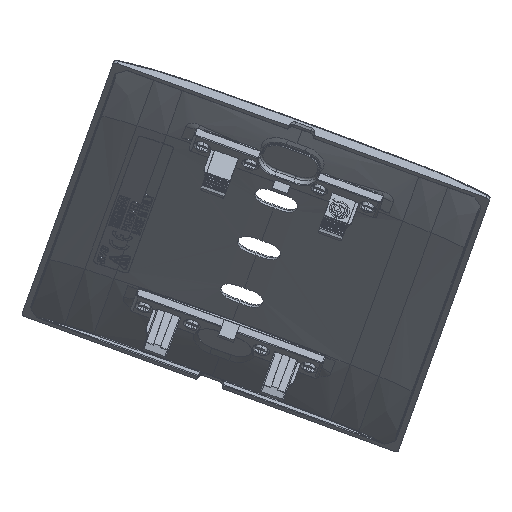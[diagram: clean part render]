
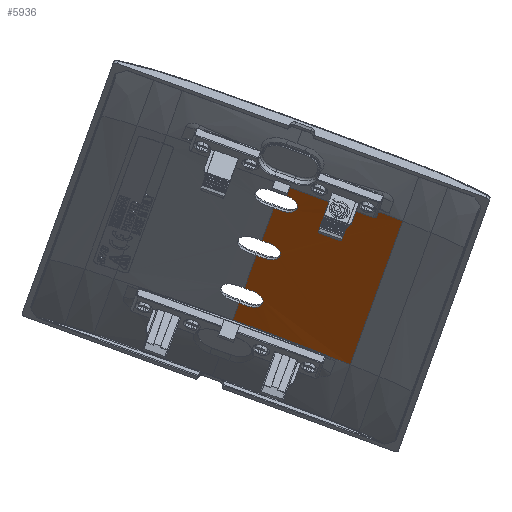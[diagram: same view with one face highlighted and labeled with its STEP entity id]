
A CAD part, left-side view. The second image highlights one B-rep face of the part: STEP entity #5936.
In plain terms, the highlighted cylindrical face has radius 799.509 mm (diameter 1599.02 mm), a partial arc.
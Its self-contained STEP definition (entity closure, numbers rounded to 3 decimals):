
#1031=CARTESIAN_POINT('Vertex',(-19.,0.,2.9)) ;
#1057=CARTESIAN_POINT('Vertex',(-26.,0.,2.9)) ;
#1060=CARTESIAN_POINT('Line Origine',(17.,0.,2.9)) ;
#1064=CARTESIAN_POINT('Vertex',(-34.,0.,2.9)) ;
#1131=CARTESIAN_POINT('Vertex',(34.,0.,2.9)) ;
#1134=CARTESIAN_POINT('Line Origine',(17.,0.,2.9)) ;
#1138=CARTESIAN_POINT('Vertex',(26.,0.,2.9)) ;
#1171=CARTESIAN_POINT('Vertex',(19.,0.,2.9)) ;
#1174=CARTESIAN_POINT('Line Origine',(17.,0.,2.9)) ;
#1178=CARTESIAN_POINT('Vertex',(3.5,0.,2.9)) ;
#1211=CARTESIAN_POINT('Vertex',(-3.5,0.,2.9)) ;
#1214=CARTESIAN_POINT('Line Origine',(17.,0.,2.9)) ;
#5801=CARTESIAN_POINT('Axis2P3D Location',(17.,0.,-796.609)) ;
#5806=CARTESIAN_POINT('Axis2P3D Location',(19.,0.,-796.609)) ;
#5810=CARTESIAN_POINT('Vertex',(19.,-2.,2.897)) ;
#5814=CARTESIAN_POINT('Control Point',(19.,-2.,2.897)) ;
#5815=CARTESIAN_POINT('Control Point',(19.,-2.369,2.897)) ;
#5816=CARTESIAN_POINT('Control Point',(19.049,-2.738,2.895)) ;
#5817=CARTESIAN_POINT('Control Point',(19.146,-3.099,2.894)) ;
#5818=CARTESIAN_POINT('Control Point',(19.577,-4.129,2.89)) ;
#5819=CARTESIAN_POINT('Control Point',(20.386,-4.939,2.885)) ;
#5820=CARTESIAN_POINT('Control Point',(21.06,-5.322,2.882)) ;
#5821=CARTESIAN_POINT('Control Point',(22.171,-5.601,2.88)) ;
#5822=CARTESIAN_POINT('Control Point',(23.277,-5.443,2.881)) ;
#5823=CARTESIAN_POINT('Control Point',(23.637,-5.341,2.882)) ;
#5824=CARTESIAN_POINT('Control Point',(24.648,-4.905,2.885)) ;
#5825=CARTESIAN_POINT('Control Point',(25.44,-4.103,2.89)) ;
#5826=CARTESIAN_POINT('Control Point',(25.814,-3.445,2.893)) ;
#5827=CARTESIAN_POINT('Control Point',(26.,-2.722,2.896)) ;
#5828=CARTESIAN_POINT('Control Point',(26.,-2.,2.897)) ;
#5829=CARTESIAN_POINT('Vertex',(26.,-2.,2.897)) ;
#5832=CARTESIAN_POINT('Axis2P3D Location',(26.,0.,-796.609)) ;
#5837=CARTESIAN_POINT('Axis2P3D Location',(34.,0.,-796.609)) ;
#5841=CARTESIAN_POINT('Vertex',(34.,-30.742,2.309)) ;
#5844=CARTESIAN_POINT('Line Origine',(17.,-30.742,2.309)) ;
#5848=CARTESIAN_POINT('Vertex',(-34.,-30.742,2.309)) ;
#5851=CARTESIAN_POINT('Axis2P3D Location',(-34.,0.,-796.609)) ;
#5856=CARTESIAN_POINT('Axis2P3D Location',(-26.,0.,-796.609)) ;
#5860=CARTESIAN_POINT('Vertex',(-26.,-2.,2.897)) ;
#5864=CARTESIAN_POINT('Control Point',(-26.,-2.,2.897)) ;
#5865=CARTESIAN_POINT('Control Point',(-26.,-2.369,2.897)) ;
#5866=CARTESIAN_POINT('Control Point',(-25.951,-2.738,2.895)) ;
#5867=CARTESIAN_POINT('Control Point',(-25.854,-3.099,2.894)) ;
#5868=CARTESIAN_POINT('Control Point',(-25.423,-4.129,2.89)) ;
#5869=CARTESIAN_POINT('Control Point',(-24.614,-4.939,2.885)) ;
#5870=CARTESIAN_POINT('Control Point',(-23.94,-5.322,2.882)) ;
#5871=CARTESIAN_POINT('Control Point',(-22.829,-5.601,2.88)) ;
#5872=CARTESIAN_POINT('Control Point',(-21.723,-5.443,2.881)) ;
#5873=CARTESIAN_POINT('Control Point',(-21.363,-5.341,2.882)) ;
#5874=CARTESIAN_POINT('Control Point',(-20.352,-4.905,2.885)) ;
#5875=CARTESIAN_POINT('Control Point',(-19.56,-4.103,2.89)) ;
#5876=CARTESIAN_POINT('Control Point',(-19.186,-3.445,2.893)) ;
#5877=CARTESIAN_POINT('Control Point',(-19.,-2.722,2.896)) ;
#5878=CARTESIAN_POINT('Control Point',(-19.,-2.,2.897)) ;
#5879=CARTESIAN_POINT('Vertex',(-19.,-2.,2.897)) ;
#5882=CARTESIAN_POINT('Axis2P3D Location',(-19.,0.,-796.609)) ;
#5887=CARTESIAN_POINT('Axis2P3D Location',(-3.5,0.,-796.609)) ;
#5891=CARTESIAN_POINT('Vertex',(-3.5,-2.,2.897)) ;
#5895=CARTESIAN_POINT('Control Point',(-3.5,-2.,2.897)) ;
#5896=CARTESIAN_POINT('Control Point',(-3.5,-2.369,2.897)) ;
#5897=CARTESIAN_POINT('Control Point',(-3.451,-2.738,2.895)) ;
#5898=CARTESIAN_POINT('Control Point',(-3.354,-3.099,2.894)) ;
#5899=CARTESIAN_POINT('Control Point',(-2.923,-4.129,2.89)) ;
#5900=CARTESIAN_POINT('Control Point',(-2.114,-4.939,2.885)) ;
#5901=CARTESIAN_POINT('Control Point',(-1.44,-5.322,2.882)) ;
#5902=CARTESIAN_POINT('Control Point',(-0.329,-5.601,2.88)) ;
#5903=CARTESIAN_POINT('Control Point',(0.777,-5.443,2.881)) ;
#5904=CARTESIAN_POINT('Control Point',(1.137,-5.341,2.882)) ;
#5905=CARTESIAN_POINT('Control Point',(2.148,-4.905,2.885)) ;
#5906=CARTESIAN_POINT('Control Point',(2.94,-4.103,2.89)) ;
#5907=CARTESIAN_POINT('Control Point',(3.314,-3.445,2.893)) ;
#5908=CARTESIAN_POINT('Control Point',(3.5,-2.722,2.896)) ;
#5909=CARTESIAN_POINT('Control Point',(3.5,-2.,2.897)) ;
#5910=CARTESIAN_POINT('Vertex',(3.5,-2.,2.897)) ;
#5913=CARTESIAN_POINT('Axis2P3D Location',(3.5,0.,-796.609)) ;
#1061=DIRECTION('Vector Direction',(1.,0.,0.)) ;
#1135=DIRECTION('Vector Direction',(1.,0.,0.)) ;
#1175=DIRECTION('Vector Direction',(1.,0.,0.)) ;
#1215=DIRECTION('Vector Direction',(1.,0.,0.)) ;
#5802=DIRECTION('Axis2P3D Direction',(-1.,0.,0.)) ;
#5803=DIRECTION('Axis2P3D XDirection',(0.,0.019,-1.)) ;
#5807=DIRECTION('Axis2P3D Direction',(-1.,0.,0.)) ;
#5833=DIRECTION('Axis2P3D Direction',(-1.,0.,0.)) ;
#5838=DIRECTION('Axis2P3D Direction',(-1.,0.,0.)) ;
#5845=DIRECTION('Vector Direction',(-1.,0.,0.)) ;
#5852=DIRECTION('Axis2P3D Direction',(-1.,0.,0.)) ;
#5857=DIRECTION('Axis2P3D Direction',(-1.,0.,0.)) ;
#5883=DIRECTION('Axis2P3D Direction',(-1.,0.,0.)) ;
#5888=DIRECTION('Axis2P3D Direction',(-1.,0.,0.)) ;
#5914=DIRECTION('Axis2P3D Direction',(-1.,0.,0.)) ;
#5804=AXIS2_PLACEMENT_3D('Cylinder Axis2P3D',#5801,#5802,#5803) ;
#5808=AXIS2_PLACEMENT_3D('Circle Axis2P3D',#5806,#5807,$) ;
#5834=AXIS2_PLACEMENT_3D('Circle Axis2P3D',#5832,#5833,$) ;
#5839=AXIS2_PLACEMENT_3D('Circle Axis2P3D',#5837,#5838,$) ;
#5853=AXIS2_PLACEMENT_3D('Circle Axis2P3D',#5851,#5852,$) ;
#5858=AXIS2_PLACEMENT_3D('Circle Axis2P3D',#5856,#5857,$) ;
#5884=AXIS2_PLACEMENT_3D('Circle Axis2P3D',#5882,#5883,$) ;
#5889=AXIS2_PLACEMENT_3D('Circle Axis2P3D',#5887,#5888,$) ;
#5915=AXIS2_PLACEMENT_3D('Circle Axis2P3D',#5913,#5914,$) ;
#5919=ORIENTED_EDGE('',*,*,#5812,.F.) ;
#5920=ORIENTED_EDGE('',*,*,#5831,.T.) ;
#5921=ORIENTED_EDGE('',*,*,#5836,.F.) ;
#5922=ORIENTED_EDGE('',*,*,#1140,.T.) ;
#5923=ORIENTED_EDGE('',*,*,#5843,.F.) ;
#5924=ORIENTED_EDGE('',*,*,#5850,.T.) ;
#5925=ORIENTED_EDGE('',*,*,#5855,.T.) ;
#5926=ORIENTED_EDGE('',*,*,#1066,.F.) ;
#5927=ORIENTED_EDGE('',*,*,#5862,.F.) ;
#5928=ORIENTED_EDGE('',*,*,#5881,.T.) ;
#5929=ORIENTED_EDGE('',*,*,#5886,.F.) ;
#5930=ORIENTED_EDGE('',*,*,#1218,.T.) ;
#5931=ORIENTED_EDGE('',*,*,#5893,.F.) ;
#5932=ORIENTED_EDGE('',*,*,#5912,.T.) ;
#5933=ORIENTED_EDGE('',*,*,#5917,.F.) ;
#5934=ORIENTED_EDGE('',*,*,#1180,.T.) ;
#1062=VECTOR('Line Direction',#1061,1.) ;
#1136=VECTOR('Line Direction',#1135,1.) ;
#1176=VECTOR('Line Direction',#1175,1.) ;
#1216=VECTOR('Line Direction',#1215,1.) ;
#5846=VECTOR('Line Direction',#5845,1.) ;
#5936=ADVANCED_FACE('PartBody',(#5935),#5805,.F.) ;
#5813=B_SPLINE_CURVE_WITH_KNOTS('',5,(#5814,#5815,#5816,#5817,#5818,#5819,#5820,#5821,#5822,#5823,#5824,#5825,#5826,#5827,#5828),.UNSPECIFIED.,.F.,.U.,(6,3,3,3,6),(0.,2.612,7.835,10.445,15.558),.UNSPECIFIED.) ;
#5863=B_SPLINE_CURVE_WITH_KNOTS('',5,(#5864,#5865,#5866,#5867,#5868,#5869,#5870,#5871,#5872,#5873,#5874,#5875,#5876,#5877,#5878),.UNSPECIFIED.,.F.,.U.,(6,3,3,3,6),(0.,2.612,7.835,10.445,15.558),.UNSPECIFIED.) ;
#5894=B_SPLINE_CURVE_WITH_KNOTS('',5,(#5895,#5896,#5897,#5898,#5899,#5900,#5901,#5902,#5903,#5904,#5905,#5906,#5907,#5908,#5909),.UNSPECIFIED.,.F.,.U.,(6,3,3,3,6),(0.,2.612,7.835,10.445,15.558),.UNSPECIFIED.) ;
#5809=CIRCLE('generated circle',#5808,799.509) ;
#5835=CIRCLE('generated circle',#5834,799.509) ;
#5840=CIRCLE('generated circle',#5839,799.509) ;
#5854=CIRCLE('generated circle',#5853,799.509) ;
#5859=CIRCLE('generated circle',#5858,799.509) ;
#5885=CIRCLE('generated circle',#5884,799.509) ;
#5890=CIRCLE('generated circle',#5889,799.509) ;
#5916=CIRCLE('generated circle',#5915,799.509) ;
#5805=CYLINDRICAL_SURFACE('generated cylinder',#5804,799.509) ;
#1066=EDGE_CURVE('',#1058,#1065,#1063,.F.) ;
#1140=EDGE_CURVE('',#1139,#1132,#1137,.T.) ;
#1180=EDGE_CURVE('',#1179,#1172,#1177,.T.) ;
#1218=EDGE_CURVE('',#1032,#1212,#1217,.T.) ;
#5812=EDGE_CURVE('',#5811,#1172,#5809,.T.) ;
#5831=EDGE_CURVE('',#5811,#5830,#5813,.T.) ;
#5836=EDGE_CURVE('',#1139,#5830,#5835,.F.) ;
#5843=EDGE_CURVE('',#5842,#1132,#5840,.T.) ;
#5850=EDGE_CURVE('',#5842,#5849,#5847,.T.) ;
#5855=EDGE_CURVE('',#5849,#1065,#5854,.T.) ;
#5862=EDGE_CURVE('',#5861,#1058,#5859,.T.) ;
#5881=EDGE_CURVE('',#5861,#5880,#5863,.T.) ;
#5886=EDGE_CURVE('',#1032,#5880,#5885,.F.) ;
#5893=EDGE_CURVE('',#5892,#1212,#5890,.T.) ;
#5912=EDGE_CURVE('',#5892,#5911,#5894,.T.) ;
#5917=EDGE_CURVE('',#1179,#5911,#5916,.F.) ;
#5918=EDGE_LOOP('',(#5919,#5920,#5921,#5922,#5923,#5924,#5925,#5926,#5927,#5928,#5929,#5930,#5931,#5932,#5933,#5934)) ;
#5935=FACE_OUTER_BOUND('',#5918,.T.) ;
#1063=LINE('Line',#1060,#1062) ;
#1137=LINE('Line',#1134,#1136) ;
#1177=LINE('Line',#1174,#1176) ;
#1217=LINE('Line',#1214,#1216) ;
#5847=LINE('Line',#5844,#5846) ;
#1032=VERTEX_POINT('',#1031) ;
#1058=VERTEX_POINT('',#1057) ;
#1065=VERTEX_POINT('',#1064) ;
#1132=VERTEX_POINT('',#1131) ;
#1139=VERTEX_POINT('',#1138) ;
#1172=VERTEX_POINT('',#1171) ;
#1179=VERTEX_POINT('',#1178) ;
#1212=VERTEX_POINT('',#1211) ;
#5811=VERTEX_POINT('',#5810) ;
#5830=VERTEX_POINT('',#5829) ;
#5842=VERTEX_POINT('',#5841) ;
#5849=VERTEX_POINT('',#5848) ;
#5861=VERTEX_POINT('',#5860) ;
#5880=VERTEX_POINT('',#5879) ;
#5892=VERTEX_POINT('',#5891) ;
#5911=VERTEX_POINT('',#5910) ;
